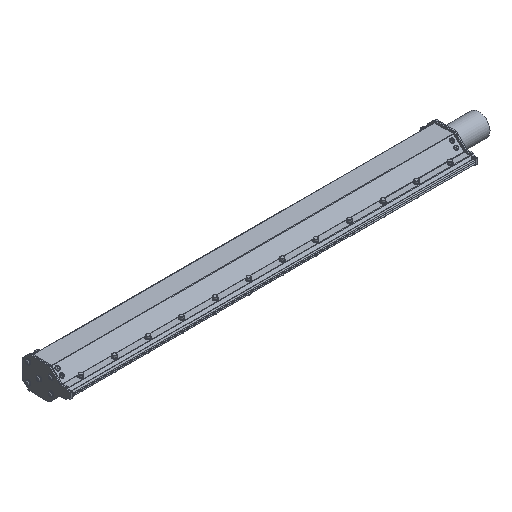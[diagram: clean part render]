
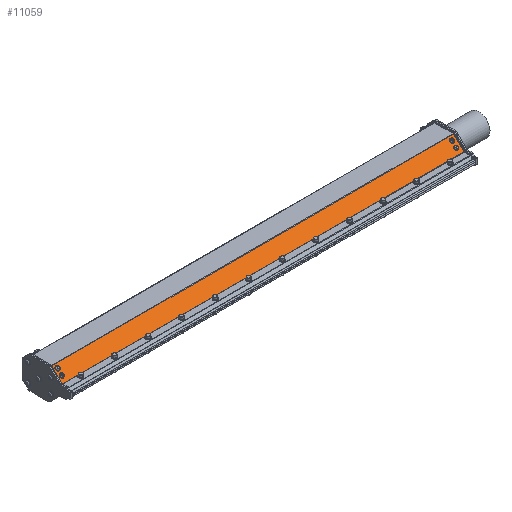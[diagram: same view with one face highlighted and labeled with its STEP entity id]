
A CAD part, isometric view. The second image highlights one B-rep face of the part: STEP entity #11059.
In plain terms, the highlighted planar face has unit normal (0, -0.707, 0.707).
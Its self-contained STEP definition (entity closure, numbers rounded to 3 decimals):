
#821=FACE_BOUND('',#4018,.T.);
#822=FACE_BOUND('',#4019,.T.);
#823=FACE_BOUND('',#4020,.T.);
#824=FACE_BOUND('',#4021,.T.);
#1166=LINE('',#48250,#1545);
#1323=LINE('',#53543,#1702);
#1509=LINE('',#54119,#1888);
#1511=LINE('',#54122,#1890);
#1545=VECTOR('',#12649,0.394);
#1702=VECTOR('',#14934,0.394);
#1888=VECTOR('',#15562,0.394);
#1890=VECTOR('',#15566,0.394);
#2194=PLANE('',#12457);
#2962=FACE_OUTER_BOUND('',#4017,.T.);
#4017=EDGE_LOOP('',(#9947,#9948,#9949,#9950));
#4018=EDGE_LOOP('',(#9951));
#4019=EDGE_LOOP('',(#9952));
#4020=EDGE_LOOP('',(#9953));
#4021=EDGE_LOOP('',(#9954));
#4644=CIRCLE('',#12045,0.177);
#4649=CIRCLE('',#12055,0.177);
#4664=CIRCLE('',#12085,0.177);
#4692=CIRCLE('',#12140,0.177);
#4960=VERTEX_POINT('',#48247);
#4961=VERTEX_POINT('',#48249);
#5536=VERTEX_POINT('',#53094);
#5541=VERTEX_POINT('',#53109);
#5556=VERTEX_POINT('',#53154);
#5584=VERTEX_POINT('',#53237);
#5680=VERTEX_POINT('',#53540);
#5681=VERTEX_POINT('',#53542);
#6000=EDGE_CURVE('',#4960,#4961,#1166,.T.);
#6794=EDGE_CURVE('',#5536,#5536,#4644,.T.);
#6799=EDGE_CURVE('',#5541,#5541,#4649,.T.);
#6814=EDGE_CURVE('',#5556,#5556,#4664,.T.);
#6842=EDGE_CURVE('',#5584,#5584,#4692,.T.);
#6962=EDGE_CURVE('',#5680,#5681,#1323,.T.);
#7247=EDGE_CURVE('',#5681,#4960,#1509,.T.);
#7249=EDGE_CURVE('',#4961,#5680,#1511,.T.);
#9947=ORIENTED_EDGE('',*,*,#7247,.F.);
#9948=ORIENTED_EDGE('',*,*,#6962,.F.);
#9949=ORIENTED_EDGE('',*,*,#7249,.F.);
#9950=ORIENTED_EDGE('',*,*,#6000,.F.);
#9951=ORIENTED_EDGE('',*,*,#6794,.T.);
#9952=ORIENTED_EDGE('',*,*,#6799,.T.);
#9953=ORIENTED_EDGE('',*,*,#6814,.T.);
#9954=ORIENTED_EDGE('',*,*,#6842,.T.);
#11059=ADVANCED_FACE('',(#2962,#821,#822,#823,#824),#2194,.T.);
#12045=AXIS2_PLACEMENT_3D('',#53095,#14512,#14513);
#12055=AXIS2_PLACEMENT_3D('',#53110,#14532,#14533);
#12085=AXIS2_PLACEMENT_3D('',#53155,#14592,#14593);
#12140=AXIS2_PLACEMENT_3D('',#53238,#14702,#14703);
#12457=AXIS2_PLACEMENT_3D('',#54121,#15564,#15565);
#12649=DIRECTION('',(0.,0.707,0.707));
#14512=DIRECTION('center_axis',(0.,0.707,
-0.707));
#14513=DIRECTION('ref_axis',(1.,0.018,0.018));
#14532=DIRECTION('center_axis',(0.,0.707,
-0.707));
#14533=DIRECTION('ref_axis',(1.,0.019,0.019));
#14592=DIRECTION('center_axis',(0.,0.707,
-0.707));
#14593=DIRECTION('ref_axis',(1.,0.018,0.018));
#14702=DIRECTION('center_axis',(0.,0.707,
-0.707));
#14703=DIRECTION('ref_axis',(1.,0.018,0.018));
#14934=DIRECTION('',(0.,-0.707,-0.707));
#15562=DIRECTION('',(-1.,0.,0.));
#15564=DIRECTION('center_axis',(0.,-0.707,
0.707));
#15565=DIRECTION('ref_axis',(0.,0.707,0.707));
#15566=DIRECTION('',(1.,0.,0.));
#48247=CARTESIAN_POINT('',(-28.993,-1.761,0.31));
#48249=CARTESIAN_POINT('',(-28.993,-0.838,1.234));
#48250=CARTESIAN_POINT('',(-28.993,-0.82,1.252));
#53094=CARTESIAN_POINT('',(-28.441,-1.051,1.021));
#53095=CARTESIAN_POINT('Origin',(-28.618,-1.054,1.018));
#53109=CARTESIAN_POINT('',(6.809,-1.427,0.645));
#53110=CARTESIAN_POINT('Origin',(6.632,-1.43,0.642));
#53154=CARTESIAN_POINT('',(-28.441,-1.427,0.645));
#53155=CARTESIAN_POINT('Origin',(-28.618,-1.43,0.642));
#53237=CARTESIAN_POINT('',(6.809,-1.051,1.021));
#53238=CARTESIAN_POINT('Origin',(6.632,-1.054,1.018));
#53540=CARTESIAN_POINT('',(7.007,-0.838,1.234));
#53542=CARTESIAN_POINT('',(7.007,-1.761,0.31));
#53543=CARTESIAN_POINT('',(7.007,-0.82,1.252));
#54119=CARTESIAN_POINT('',(7.007,-1.761,0.31));
#54121=CARTESIAN_POINT('Origin',(7.007,-1.77,0.302));
#54122=CARTESIAN_POINT('',(7.007,-0.838,1.234));
